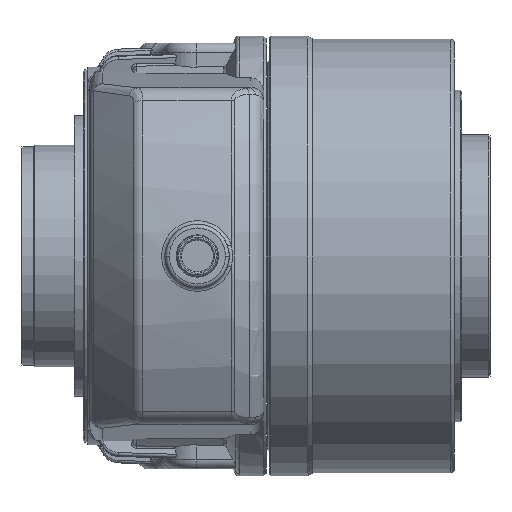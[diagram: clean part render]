
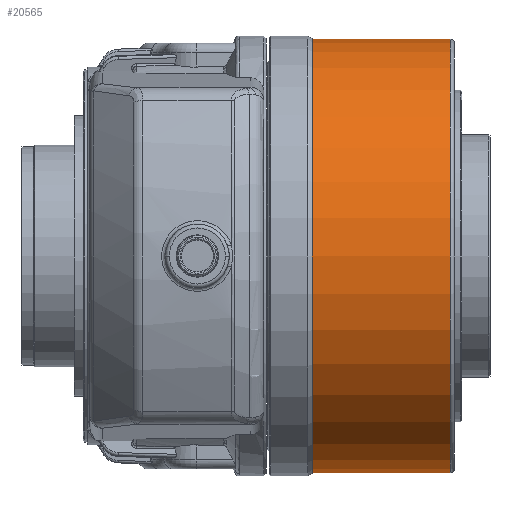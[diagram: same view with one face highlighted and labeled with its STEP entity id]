
A CAD part, front view. The second image highlights one B-rep face of the part: STEP entity #20565.
In plain terms, the highlighted cylindrical face has radius 170 mm (diameter 340 mm), a partial arc.
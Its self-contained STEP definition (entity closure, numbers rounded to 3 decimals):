
#607 = CARTESIAN_POINT ( 'NONE',  ( 0., 0., 170. ) ) ;
#1278 = CIRCLE ( 'NONE', #28569, 170. ) ;
#1563 = DIRECTION ( 'NONE',  ( 0., 0., -1. ) ) ;
#1568 = CARTESIAN_POINT ( 'NONE',  ( -9., 0., 0. ) ) ;
#2289 = VERTEX_POINT ( 'NONE', #25864 ) ;
#2725 = DIRECTION ( 'NONE',  ( 0., 0., -1. ) ) ;
#3014 = AXIS2_PLACEMENT_3D ( 'NONE', #13659, #23305, #1563 ) ;
#3732 = DIRECTION ( 'NONE',  ( 1., 0., 0. ) ) ;
#3962 = CYLINDRICAL_SURFACE ( 'NONE', #3014, 170. ) ;
#4013 = ORIENTED_EDGE ( 'NONE', *, *, #4357, .T. ) ;
#4357 = EDGE_CURVE ( 'NONE', #21665, #2289, #30540, .T. ) ;
#5985 = ORIENTED_EDGE ( 'NONE', *, *, #10185, .T. ) ;
#7408 = CARTESIAN_POINT ( 'NONE',  ( -117.2, 0., -170. ) ) ;
#7646 = ORIENTED_EDGE ( 'NONE', *, *, #14859, .F. ) ;
#8838 = CARTESIAN_POINT ( 'NONE',  ( 0., 0., -170. ) ) ;
#8889 = DIRECTION ( 'NONE',  ( 1., 0., 0. ) ) ;
#10185 = EDGE_CURVE ( 'NONE', #25962, #21665, #1278, .T. ) ;
#10299 = DIRECTION ( 'NONE',  ( 1., 0., 0. ) ) ;
#10349 = CARTESIAN_POINT ( 'NONE',  ( -117.2, 0., 0. ) ) ;
#13659 = CARTESIAN_POINT ( 'NONE',  ( 0., 0., 0. ) ) ;
#14859 = EDGE_CURVE ( 'NONE', #25962, #25190, #22342, .T. ) ;
#16360 = VECTOR ( 'NONE', #18530, 1000. ) ;
#17390 = CARTESIAN_POINT ( 'NONE',  ( -117.2, 0., 170. ) ) ;
#18530 = DIRECTION ( 'NONE',  ( 1., 0., 0. ) ) ;
#18584 = DIRECTION ( 'NONE',  ( 0., 0., -1. ) ) ;
#19420 = ORIENTED_EDGE ( 'NONE', *, *, #28005, .F. ) ;
#20565 = ADVANCED_FACE ( 'NONE', ( #25688 ), #3962, .T. ) ;
#21665 = VERTEX_POINT ( 'NONE', #7408 ) ;
#21842 = AXIS2_PLACEMENT_3D ( 'NONE', #1568, #8889, #18584 ) ;
#22342 = LINE ( 'NONE', #607, #30746 ) ;
#23305 = DIRECTION ( 'NONE',  ( 1., 0., 0. ) ) ;
#25190 = VERTEX_POINT ( 'NONE', #27398 ) ;
#25688 = FACE_OUTER_BOUND ( 'NONE', #28486, .T. ) ;
#25864 = CARTESIAN_POINT ( 'NONE',  ( -9., 0., -170. ) ) ;
#25962 = VERTEX_POINT ( 'NONE', #17390 ) ;
#27398 = CARTESIAN_POINT ( 'NONE',  ( -9., 0., 170. ) ) ;
#28005 = EDGE_CURVE ( 'NONE', #25190, #2289, #29920, .T. ) ;
#28486 = EDGE_LOOP ( 'NONE', ( #7646, #5985, #4013, #19420 ) ) ;
#28569 = AXIS2_PLACEMENT_3D ( 'NONE', #10349, #3732, #2725 ) ;
#29920 = CIRCLE ( 'NONE', #21842, 170. ) ;
#30540 = LINE ( 'NONE', #8838, #16360 ) ;
#30746 = VECTOR ( 'NONE', #10299, 1000. ) ;
